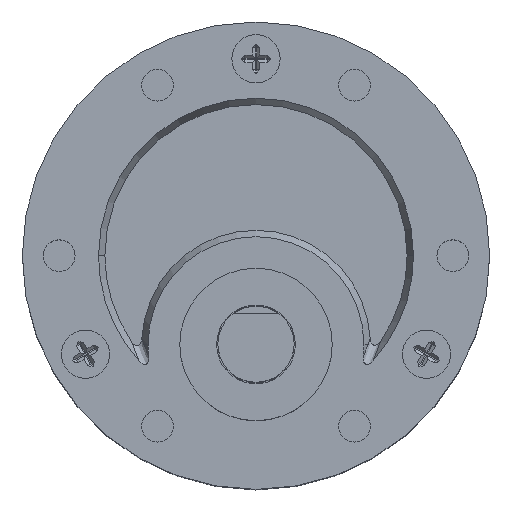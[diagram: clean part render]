
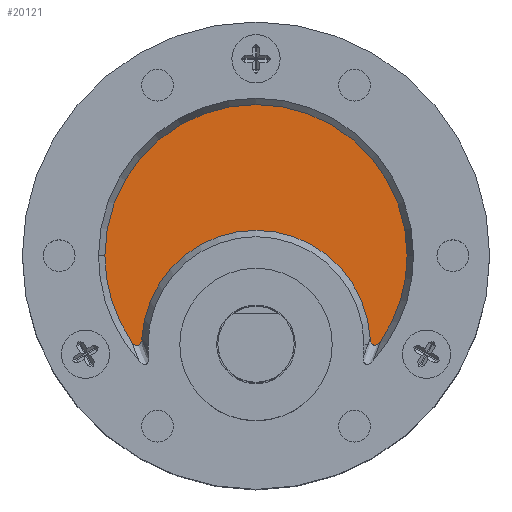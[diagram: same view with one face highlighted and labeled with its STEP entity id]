
A CAD part, top view. The second image highlights one B-rep face of the part: STEP entity #20121.
In plain terms, the highlighted planar face has unit normal (0, 0, 1).
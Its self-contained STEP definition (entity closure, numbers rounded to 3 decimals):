
#219 = ORIENTED_EDGE ( 'NONE', *, *, #29182, .T. ) ;
#1315 = CARTESIAN_POINT ( 'NONE',  ( 10.123, -6.748, 18.925 ) ) ;
#1456 = EDGE_CURVE ( 'NONE', #1581, #8495, #21021, .T. ) ;
#1581 = VERTEX_POINT ( 'NONE', #9602 ) ;
#1961 = CARTESIAN_POINT ( 'NONE',  ( 29.101, -7.004, 18.925 ) ) ;
#3120 = AXIS2_PLACEMENT_3D ( 'NONE', #7624, #17625, #9943 ) ;
#3273 = VERTEX_POINT ( 'NONE', #4023 ) ;
#3538 = CARTESIAN_POINT ( 'NONE',  ( 10.914, -6.734, 18.925 ) ) ;
#3757 = CARTESIAN_POINT ( 'NONE',  ( 10.388, -7.007, 18.925 ) ) ;
#3858 = CARTESIAN_POINT ( 'NONE',  ( 10.596, -7.063, 18.925 ) ) ;
#4023 = CARTESIAN_POINT ( 'NONE',  ( 8.025, 0., 18.925 ) ) ;
#4237 = VERTEX_POINT ( 'NONE', #6559 ) ;
#4629 = CARTESIAN_POINT ( 'NONE',  ( 29.411, -7.033, 18.925 ) ) ;
#4737 = CARTESIAN_POINT ( 'NONE',  ( 28.935, -6.73, 18.925 ) ) ;
#4791 = AXIS2_PLACEMENT_3D ( 'NONE', #30749, #13840, #20789 ) ;
#4849 = CARTESIAN_POINT ( 'NONE',  ( 29.027, -6.925, 18.925 ) ) ;
#4957 = DIRECTION ( 'NONE',  ( 1., 0., 0. ) ) ;
#5156 = ORIENTED_EDGE ( 'NONE', *, *, #1456, .T. ) ;
#5403 = PLANE ( 'NONE',  #9079 ) ;
#5527 = AXIS2_PLACEMENT_3D ( 'NONE', #21985, #7186, #19334 ) ;
#5979 = ORIENTED_EDGE ( 'NONE', *, *, #15466, .T. ) ;
#6111 = CARTESIAN_POINT ( 'NONE',  ( 10.821, -6.928, 18.925 ) ) ;
#6292 = VERTEX_POINT ( 'NONE', #26478 ) ;
#6559 = CARTESIAN_POINT ( 'NONE',  ( 31.825, 0., 18.925 ) ) ;
#6868 = CARTESIAN_POINT ( 'NONE',  ( 29.147, -7.034, 18.925 ) ) ;
#7104 = ORIENTED_EDGE ( 'NONE', *, *, #11612, .T. ) ;
#7186 = DIRECTION ( 'NONE',  ( 0., 0., 1. ) ) ;
#7199 = CARTESIAN_POINT ( 'NONE',  ( 29.307, -7.061, 18.925 ) ) ;
#7624 = CARTESIAN_POINT ( 'NONE',  ( 19.925, 0., 18.925 ) ) ;
#8495 = VERTEX_POINT ( 'NONE', #12154 ) ;
#8584 = CIRCLE ( 'NONE', #15039, 9. ) ;
#8770 = CARTESIAN_POINT ( 'NONE',  ( 10.938, -6.518, 18.925 ) ) ;
#8989 = CIRCLE ( 'NONE', #3120, 11.9 ) ;
#9079 = AXIS2_PLACEMENT_3D ( 'NONE', #19718, #22246, #29554 ) ;
#9224 = EDGE_CURVE ( 'NONE', #6292, #18771, #10833, .T. ) ;
#9436 = CARTESIAN_POINT ( 'NONE',  ( 29.727, -6.748, 18.925 ) ) ;
#9602 = CARTESIAN_POINT ( 'NONE',  ( 10.123, -6.748, 18.925 ) ) ;
#9943 = DIRECTION ( 'NONE',  ( 1., 0., 0. ) ) ;
#10430 = CIRCLE ( 'NONE', #4791, 11.9 ) ;
#10833 = B_SPLINE_CURVE_WITH_KNOTS ( 'NONE', 3,
 ( #19234, #21770, #4737, #19343, #4849, #1961, #6868, #31223, #7199, #4629, #23912, #21669, #24236, #9436 ),
 .UNSPECIFIED., .F., .F.,
 ( 4, 2, 2, 2, 2, 2, 4 ),
 ( 0., 0., 0., 0.001, 0.001, 0.001, 0.001 ),
 .UNSPECIFIED. ) ;
#11287 = EDGE_LOOP ( 'NONE', ( #5979, #12324, #7104, #11847, #219, #5156 ) ) ;
#11612 = EDGE_CURVE ( 'NONE', #18771, #4237, #10430, .T. ) ;
#11847 = ORIENTED_EDGE ( 'NONE', *, *, #17607, .T. ) ;
#12154 = CARTESIAN_POINT ( 'NONE',  ( 10.938, -6.518, 18.925 ) ) ;
#12324 = ORIENTED_EDGE ( 'NONE', *, *, #9224, .T. ) ;
#13246 = CARTESIAN_POINT ( 'NONE',  ( 10.437, -7.032, 18.925 ) ) ;
#13840 = DIRECTION ( 'NONE',  ( 0., 0., 1. ) ) ;
#15039 = AXIS2_PLACEMENT_3D ( 'NONE', #21779, #16902, #4957 ) ;
#15466 = EDGE_CURVE ( 'NONE', #8495, #6292, #8584, .T. ) ;
#16022 = CARTESIAN_POINT ( 'NONE',  ( 10.254, -6.915, 18.925 ) ) ;
#16902 = DIRECTION ( 'NONE',  ( 0., 0., -1. ) ) ;
#17607 = EDGE_CURVE ( 'NONE', #4237, #3273, #29955, .T. ) ;
#17625 = DIRECTION ( 'NONE',  ( 0., 0., 1. ) ) ;
#18277 = CARTESIAN_POINT ( 'NONE',  ( 10.85, -6.881, 18.925 ) ) ;
#18771 = VERTEX_POINT ( 'NONE', #21665 ) ;
#19234 = CARTESIAN_POINT ( 'NONE',  ( 28.912, -6.518, 18.925 ) ) ;
#19334 = DIRECTION ( 'NONE',  ( 1., 0., 0. ) ) ;
#19343 = CARTESIAN_POINT ( 'NONE',  ( 28.999, -6.878, 18.925 ) ) ;
#19718 = CARTESIAN_POINT ( 'NONE',  ( 19.925, 0., 18.925 ) ) ;
#20121 = ADVANCED_FACE ( 'NONE', ( #24428 ), #5403, .T. ) ;
#20714 = CARTESIAN_POINT ( 'NONE',  ( 10.184, -6.836, 18.925 ) ) ;
#20789 = DIRECTION ( 'NONE',  ( 1., 0., 0. ) ) ;
#20818 = CARTESIAN_POINT ( 'NONE',  ( 10.54, -7.06, 18.925 ) ) ;
#20915 = CARTESIAN_POINT ( 'NONE',  ( 10.747, -7.005, 18.925 ) ) ;
#21021 = B_SPLINE_CURVE_WITH_KNOTS ( 'NONE', 3,
 ( #1315, #20714, #16022, #3757, #13246, #20818, #3858, #25487, #20915, #6111, #18277, #3538, #23160, #8770 ),
 .UNSPECIFIED., .F., .F.,
 ( 4, 2, 2, 2, 2, 2, 4 ),
 ( 0., 0., 0., 0.001, 0.001, 0.001, 0.001 ),
 .UNSPECIFIED. ) ;
#21665 = CARTESIAN_POINT ( 'NONE',  ( 29.727, -6.748, 18.925 ) ) ;
#21669 = CARTESIAN_POINT ( 'NONE',  ( 29.593, -6.918, 18.925 ) ) ;
#21770 = CARTESIAN_POINT ( 'NONE',  ( 28.918, -6.625, 18.925 ) ) ;
#21779 = CARTESIAN_POINT ( 'NONE',  ( 19.925, -7., 18.925 ) ) ;
#21985 = CARTESIAN_POINT ( 'NONE',  ( 19.925, 0., 18.925 ) ) ;
#22246 = DIRECTION ( 'NONE',  ( 0., 0., 1. ) ) ;
#23160 = CARTESIAN_POINT ( 'NONE',  ( 10.932, -6.626, 18.925 ) ) ;
#23912 = CARTESIAN_POINT ( 'NONE',  ( 29.46, -7.008, 18.925 ) ) ;
#24236 = CARTESIAN_POINT ( 'NONE',  ( 29.666, -6.836, 18.925 ) ) ;
#24428 = FACE_OUTER_BOUND ( 'NONE', #11287, .T. ) ;
#25487 = CARTESIAN_POINT ( 'NONE',  ( 10.7, -7.036, 18.925 ) ) ;
#26478 = CARTESIAN_POINT ( 'NONE',  ( 28.912, -6.518, 18.925 ) ) ;
#29182 = EDGE_CURVE ( 'NONE', #3273, #1581, #8989, .T. ) ;
#29554 = DIRECTION ( 'NONE',  ( 1., 0., 0. ) ) ;
#29955 = CIRCLE ( 'NONE', #5527, 11.9 ) ;
#30749 = CARTESIAN_POINT ( 'NONE',  ( 19.925, 0., 18.925 ) ) ;
#31223 = CARTESIAN_POINT ( 'NONE',  ( 29.251, -7.063, 18.925 ) ) ;
